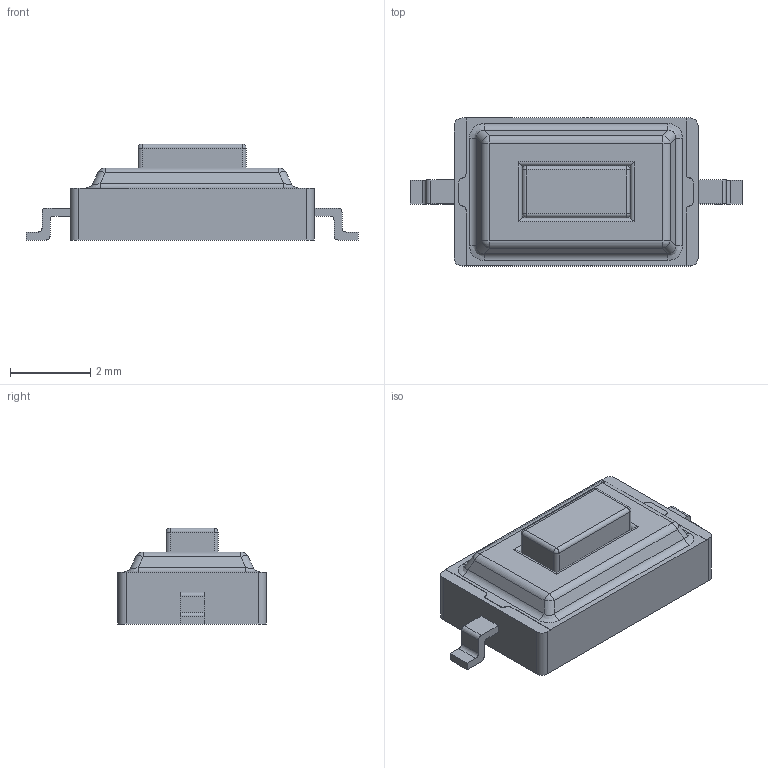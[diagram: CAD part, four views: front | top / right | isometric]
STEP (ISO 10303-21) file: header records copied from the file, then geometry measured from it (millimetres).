
FILE_DESCRIPTION(/* description */ (''),/* implementation_level */ '2;1');
FILE_NAME(/* name */ 'SMD Push Button v8.step',/* time_stamp */ '2020-01-07T14:42:41+01:00',/* author */ (''),/* organization */ (''),/* preprocessor_version */ 'ST-DEVELOPER v18',/* originating_system */ 'Autodesk Translation Framework v8.12.0.6',/* authorisation */ '');
FILE_SCHEMA (('AUTOMOTIVE_DESIGN { 1 0 10303 214 3 1 1 }'));
Length unit declared in the file: millimetre
Products named in the file (1): SMD Push Button
Bounding box: 8.3 x 3.7 x 2.4 mm (x, y, z)
Volume: 38.8 mm3; surface area: 98.7 mm2
Topology: 4 solids, 4 shells, 110 faces, 264 edges, 164 vertices
Faces by surface type: plane 54, cylinder 44, sphere 8, bspline 4
Entity records: 3312 total; most frequent: CARTESIAN_POINT 635, DIRECTION 566, ORIENTED_EDGE 528, EDGE_CURVE 264, AXIS2_PLACEMENT_3D 195, LINE 176, VECTOR 176, VERTEX_POINT 164
